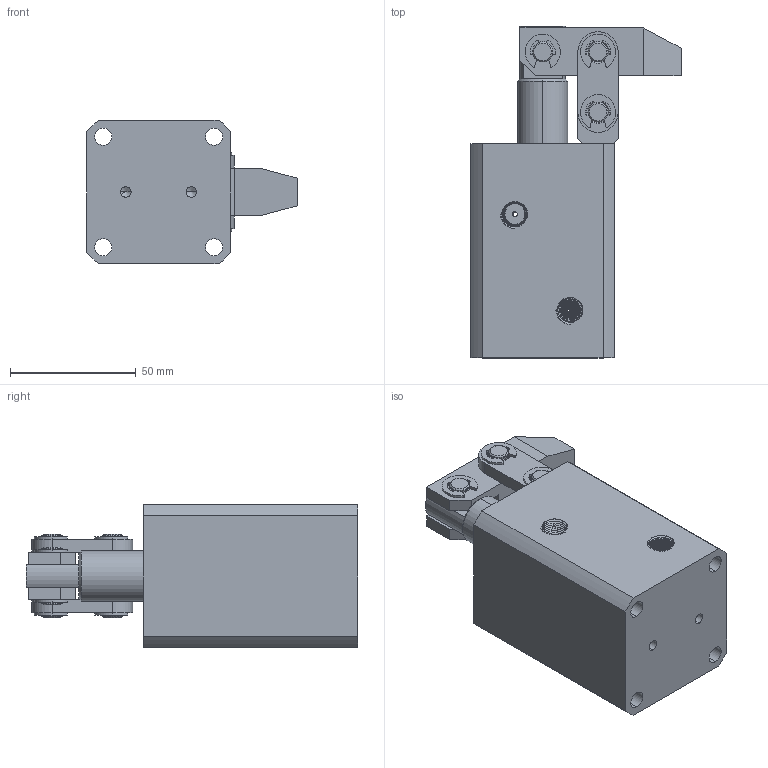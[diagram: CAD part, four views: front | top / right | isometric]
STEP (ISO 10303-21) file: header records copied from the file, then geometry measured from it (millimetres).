
FILE_DESCRIPTION (( 'STEP AP214' ), '1' );
FILE_NAME ('CHLC-32.STEP', '2019-04-14T09:16:14', ( '' ), ( '' ), 'SwSTEP 2.0', 'SolidWorks 2016', '' );
FILE_SCHEMA (( 'AUTOMOTIVE_DESIGN' ));
Length unit declared in the file: millimetre
Products named in the file (8): CHLC-32-03; CHLC-32-08; CHLC-32-05; CHLC-32; 揤旋_1; LHC01D-40-08; CHLC-32-04; CHLC-32-02
Assembly tree (14 placements, depth 2):
  CHLC-32
    CHLC-32-05
    CHLC-32-08
    CHLC-32-03  x2
    CHLC-32-02
    CHLC-32-04  x2
    LHC01D-40-08  x6
    揤旋_1
Bounding box: 83.5 x 131.8 x 57 mm (x, y, z)
Volume: 275930.3 mm3; surface area: 64644.6 mm2
Topology: 14 solids, 14 shells, 520 faces, 1552 edges, 1081 vertices
Faces by surface type: cylinder 198, cone 148, plane 134, bspline 38, torus 2
Entity records: 51784 total; most frequent: CARTESIAN_POINT 38663, ORIENTED_EDGE 2246, DIRECTION 1397, EDGE_CURVE 1123, VERTEX_POINT 801, B_SPLINE_CURVE_WITH_KNOTS 593, AXIS2_PLACEMENT_3D 531, EDGE_LOOP 408
